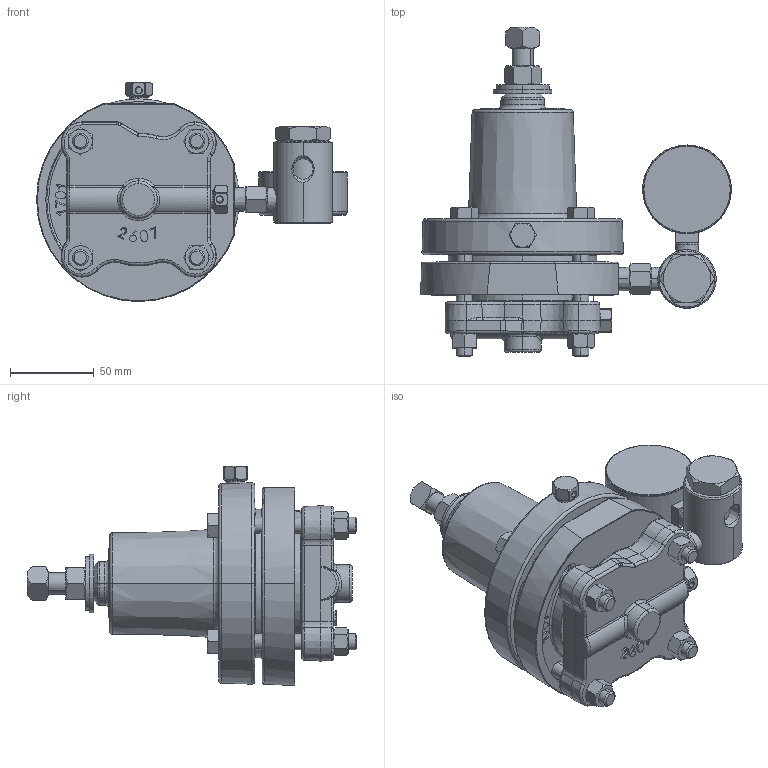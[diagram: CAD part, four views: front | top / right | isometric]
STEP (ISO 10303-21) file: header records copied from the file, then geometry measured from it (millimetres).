
FILE_DESCRIPTION (( 'STEP AP203' ), '1' );
FILE_NAME ('30 PG PD-D (AFT).STEP', '2018-11-13T14:32:31', ( '' ), ( '' ), 'SwSTEP 2.0', 'SolidWorks 2018', '' );
FILE_SCHEMA (( 'CONFIG_CONTROL_DESIGN' ));
Length unit declared in the file: inch
Products named in the file (1): 30 PG PD-D (AFT)
Bounding box: 185.76 x 197.09 x 130.94 mm (x, y, z)
Volume: 967100.7 mm3; surface area: 111556.8 mm2
Topology: 1 solids, 1 shells, 1119 faces, 2766 edges, 1655 vertices
Faces by surface type: plane 334, bspline 306, cone 213, cylinder 124, torus 114, sphere 28
Entity records: 58422 total; most frequent: CARTESIAN_POINT 34766, ORIENTED_EDGE 5440, DIRECTION 4154, EDGE_CURVE 2720, AXIS2_PLACEMENT_3D 1679, VERTEX_POINT 1655, EDGE_LOOP 1187, FACE_OUTER_BOUND 1119
